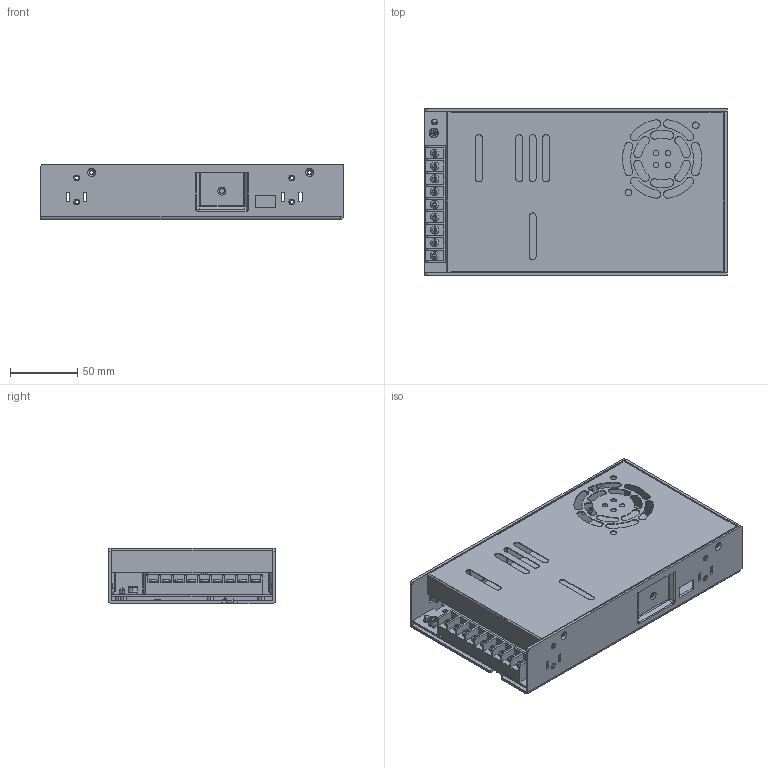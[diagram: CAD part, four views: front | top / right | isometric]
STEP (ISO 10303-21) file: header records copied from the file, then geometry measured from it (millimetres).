
FILE_DESCRIPTION((''),'2;1');
FILE_NAME('LRS-600_ASM','2024-11-26T20:14:11',('shalinice'),(''),'CREO PARAMETRIC BY PTC INC, 2017110','CREO PARAMETRIC BY PTC INC, 2017110','');
FILE_SCHEMA(('AUTOMOTIVE_DESIGN { 1 0 10303 214 1 1 1 1 }'));
Length unit declared in the file: millimetre
Products named in the file (7): LRS-600-D; LRS-600-T; PCB_5; TN_1_1_1; LED; VR1; LRS-600_ASM
Assembly tree (6 placements, depth 2):
  LRS-600_ASM
    LRS-600-D
    LRS-600-T
    PCB_5
    TN_1_1_1
    LED
    VR1
Bounding box: 225 x 124 x 41 mm (x, y, z)
Volume: 171600.1 mm3; surface area: 219860 mm2
Topology: 6 solids, 6 shells, 893 faces, 2294 edges, 1443 vertices
Faces by surface type: plane 451, cylinder 314, torus 66, bspline 42, cone 14, sphere 6
Entity records: 36852 total; most frequent: CARTESIAN_POINT 6841, DIRECTION 4822, ORIENTED_EDGE 4576, EDGE_CURVE 2288, PRESENTATION_STYLE_ASSIGNMENT 1894, AXIS2_PLACEMENT_3D 1754, STYLED_ITEM 1542, CURVE_STYLE 1496
